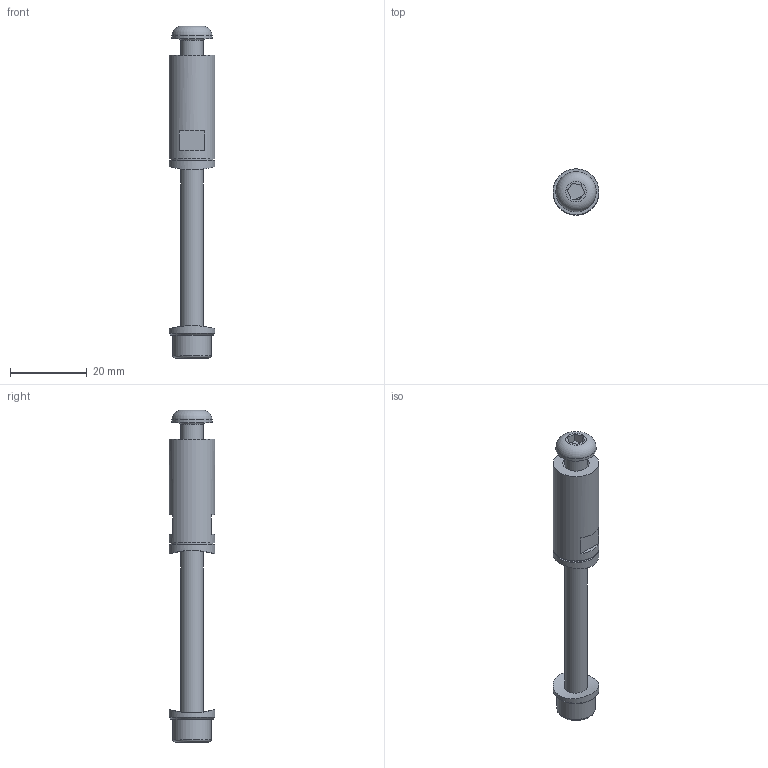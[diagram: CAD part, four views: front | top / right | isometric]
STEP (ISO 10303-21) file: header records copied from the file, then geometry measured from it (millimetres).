
FILE_DESCRIPTION(/* description */ ('-'),/* implementation_level */ '2;1');
FILE_NAME(/* name */ '94aaf56f-5b4a-4911-819e-3ec9a21cfb39.stp',/* time_stamp */ '2021-07-08T11:30:56+02:00',/* author */ ('-'),/* organization */ ('Carl Stahl'),/* preprocessor_version */ 'ST-DEVELOPER v18',/* originating_system */ 'Autodesk Inventor 2020',/* authorisation */ '-');
FILE_SCHEMA (('AUTOMOTIVE_DESIGN { 1 0 10303 214 3 1 1 }'));
Length unit declared in the file: millimetre
Products named in the file (7): CX3-32027-ED424; CX3-32027; CX3-32027_1; ISO 7380-1 - M6 x 16; DIN 912 - M6 x 55; CX3-32027-424; CX3-00006-424
Assembly tree (6 placements, depth 3):
  CX3-32027-ED424
    CX3-32027
      CX3-32027_1
      ISO 7380-1 - M6 x 16
    DIN 912 - M6 x 55
    CX3-32027-424
    CX3-00006-424
Bounding box: 12 x 12 x 86.7 mm (x, y, z)
Volume: 5398.7 mm3; surface area: 4188.3 mm2
Topology: 5 solids, 5 shells, 52 faces, 131 edges, 94 vertices
Faces by surface type: plane 29, cylinder 13, cone 6, torus 4
Full cylindrical faces by diameter (mm): 5 x1, 6 x2, 6.2 x2, 10 x1, 10.5 x1, 11 x1, 12 x3
Entity records: 1976 total; most frequent: CARTESIAN_POINT 456, DIRECTION 287, ORIENTED_EDGE 258, EDGE_CURVE 129, AXIS2_PLACEMENT_3D 119, VERTEX_POINT 94, EDGE_LOOP 65, CIRCLE 54
